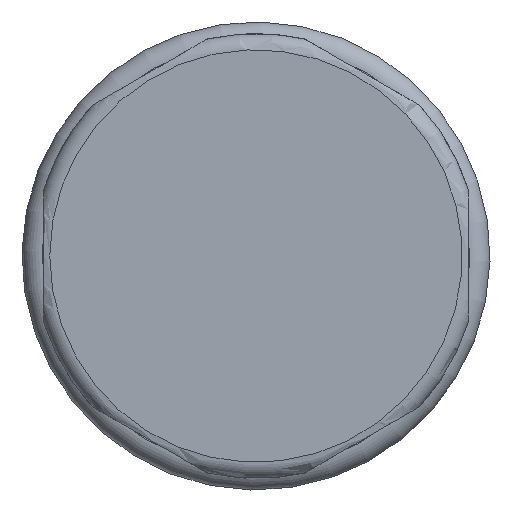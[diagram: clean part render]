
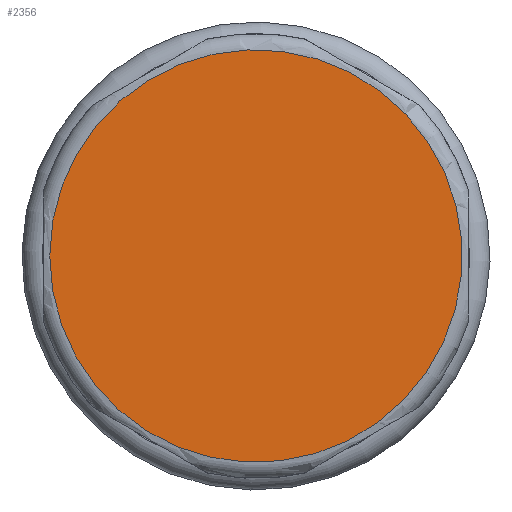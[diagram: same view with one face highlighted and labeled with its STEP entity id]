
A CAD part, left-side view. The second image highlights one B-rep face of the part: STEP entity #2356.
In plain terms, the highlighted planar face has unit normal (-1, 0, 0).
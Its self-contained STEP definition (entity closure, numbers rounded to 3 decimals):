
#2340=CARTESIAN_POINT('',(0.0,8.5,0.0));
#2341=DIRECTION('',(-1.0,0.0,0.0));
#2342=DIRECTION('',(0.0,0.0,1.0));
#2343=AXIS2_PLACEMENT_3D('',#2340,#2341,#2342);
#2344=PLANE('',#2343);
#2345=CARTESIAN_POINT('',(0.0,10.2,0.0));
#2346=VERTEX_POINT('',#2345);
#2347=CARTESIAN_POINT('',(0.0,0.0,0.0));
#2348=DIRECTION('',(1.0,0.0,0.0));
#2349=DIRECTION('',(0.0,-1.0,0.0));
#2350=AXIS2_PLACEMENT_3D('',#2347,#2348,#2349);
#2351=CIRCLE('',#2350,10.2);
#2352=EDGE_CURVE('',#2346,#2346,#2351,.T.);
#2353=ORIENTED_EDGE('',*,*,#2352,.F.);
#2354=EDGE_LOOP('',(#2353));
#2355=FACE_OUTER_BOUND('',#2354,.T.);
#2356=ADVANCED_FACE('',(#2355),#2344,.T.);
